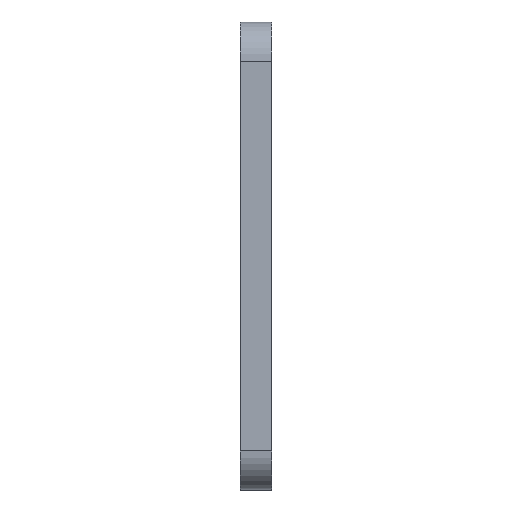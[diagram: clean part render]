
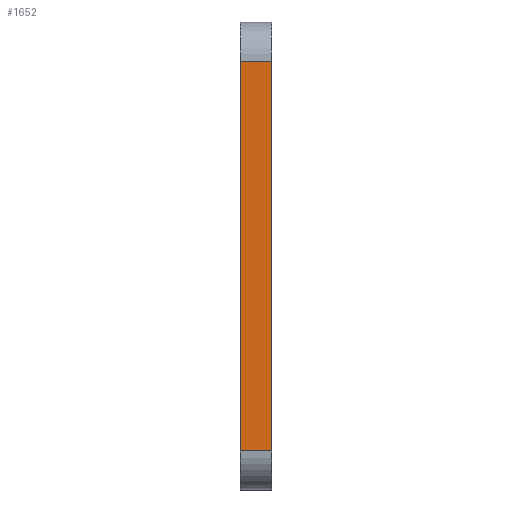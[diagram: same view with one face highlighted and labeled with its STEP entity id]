
A CAD part, left-side view. The second image highlights one B-rep face of the part: STEP entity #1652.
In plain terms, the highlighted planar face has unit normal (-1, 0, 0).
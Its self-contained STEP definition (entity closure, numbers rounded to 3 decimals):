
#23 = PLANE ( 'NONE',  #331 ) ;
#54 = EDGE_LOOP ( 'NONE', ( #246, #2106, #1881, #981 ) ) ;
#57 = DIRECTION ( 'NONE',  ( 0., 0., 1. ) ) ;
#98 = VECTOR ( 'NONE', #1822, 1000. ) ;
#230 = EDGE_CURVE ( 'NONE', #1788, #1633, #389, .T. ) ;
#246 = ORIENTED_EDGE ( 'NONE', *, *, #1051, .T. ) ;
#312 = CARTESIAN_POINT ( 'NONE',  ( 0., -4., 0. ) ) ;
#331 = AXIS2_PLACEMENT_3D ( 'NONE', #644, #1333, #357 ) ;
#357 = DIRECTION ( 'NONE',  ( 0., 0., -1. ) ) ;
#372 = CARTESIAN_POINT ( 'NONE',  ( 0., 4., -100. ) ) ;
#389 = LINE ( 'NONE', #1021, #98 ) ;
#544 = EDGE_CURVE ( 'NONE', #1788, #2028, #1371, .T. ) ;
#623 = FACE_OUTER_BOUND ( 'NONE', #54, .T. ) ;
#644 = CARTESIAN_POINT ( 'NONE',  ( 0., 4., 0. ) ) ;
#684 = DIRECTION ( 'NONE',  ( 0., -1., 0. ) ) ;
#969 = DIRECTION ( 'NONE',  ( 0., 0., 1. ) ) ;
#981 = ORIENTED_EDGE ( 'NONE', *, *, #230, .T. ) ;
#1019 = LINE ( 'NONE', #1676, #1630 ) ;
#1021 = CARTESIAN_POINT ( 'NONE',  ( 0., 4., -100. ) ) ;
#1051 = EDGE_CURVE ( 'NONE', #1633, #2088, #1418, .T. ) ;
#1151 = EDGE_CURVE ( 'NONE', #2028, #2088, #1019, .T. ) ;
#1236 = CARTESIAN_POINT ( 'NONE',  ( 0., -4., -100. ) ) ;
#1333 = DIRECTION ( 'NONE',  ( 1., 0., 0. ) ) ;
#1371 = LINE ( 'NONE', #1529, #1441 ) ;
#1385 = CARTESIAN_POINT ( 'NONE',  ( 0., -4., 0. ) ) ;
#1418 = LINE ( 'NONE', #312, #1904 ) ;
#1441 = VECTOR ( 'NONE', #57, 1000. ) ;
#1529 = CARTESIAN_POINT ( 'NONE',  ( 0., 4., 0. ) ) ;
#1630 = VECTOR ( 'NONE', #684, 1000. ) ;
#1633 = VERTEX_POINT ( 'NONE', #1236 ) ;
#1640 = CARTESIAN_POINT ( 'NONE',  ( 0., 4., 0. ) ) ;
#1652 = ADVANCED_FACE ( 'NONE', ( #623 ), #23, .F. ) ;
#1676 = CARTESIAN_POINT ( 'NONE',  ( 0., 4., 0. ) ) ;
#1788 = VERTEX_POINT ( 'NONE', #372 ) ;
#1822 = DIRECTION ( 'NONE',  ( 0., -1., 0. ) ) ;
#1881 = ORIENTED_EDGE ( 'NONE', *, *, #544, .F. ) ;
#1904 = VECTOR ( 'NONE', #969, 1000. ) ;
#2028 = VERTEX_POINT ( 'NONE', #1640 ) ;
#2088 = VERTEX_POINT ( 'NONE', #1385 ) ;
#2106 = ORIENTED_EDGE ( 'NONE', *, *, #1151, .F. ) ;
